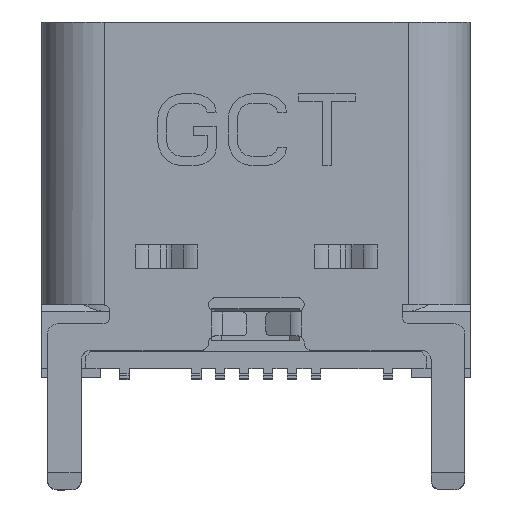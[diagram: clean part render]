
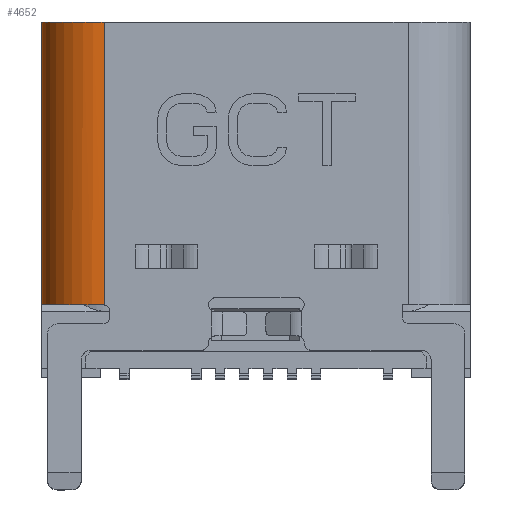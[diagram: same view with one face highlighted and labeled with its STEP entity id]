
A CAD part, top view. The second image highlights one B-rep face of the part: STEP entity #4652.
In plain terms, the highlighted cylindrical face has radius 1.3 mm (diameter 2.6 mm), a partial arc.
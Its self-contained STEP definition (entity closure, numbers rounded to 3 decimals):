
#4652=ADVANCED_FACE('NONE',(#7562),#7563,.T.);
#7562=FACE_OUTER_BOUND('',#15535,.T.);
#7563=CYLINDRICAL_SURFACE('',#15536,1.3);
#15535=EDGE_LOOP('',(#19904,#19905,#19906,#19907,#19908));
#15536=AXIS2_PLACEMENT_3D('',#19909,#19910,#19911);
#19904=ORIENTED_EDGE('',*,*,#27246,.T.);
#19905=ORIENTED_EDGE('',*,*,#27247,.F.);
#19906=ORIENTED_EDGE('',*,*,#27248,.T.);
#19907=ORIENTED_EDGE('',*,*,#27123,.T.);
#19908=ORIENTED_EDGE('',*,*,#27127,.T.);
#19909=CARTESIAN_POINT('',(-3.17,7.46,-1.03));
#19910=DIRECTION('',(0.,-1.,0.));
#19911=DIRECTION('',(0.,0.,-1.));
#27123=EDGE_CURVE('NONE',#35400,#35398,#35401,.T.);
#27127=EDGE_CURVE('NONE',#35398,#35405,#35407,.T.);
#27246=EDGE_CURVE('NONE',#35405,#35613,#35615,.T.);
#27247=EDGE_CURVE('NONE',#35616,#35613,#35617,.T.);
#27248=EDGE_CURVE('NONE',#35616,#35400,#35618,.T.);
#35398=VERTEX_POINT('NONE',#39939);
#35400=VERTEX_POINT('NONE',#39942);
#35401=LINE('',#39943,#39944);
#35405=VERTEX_POINT('NONE',#39949);
#35407=CIRCLE('',#39952,1.3);
#35613=VERTEX_POINT('NONE',#40394);
#35615=B_SPLINE_CURVE_WITH_KNOTS('',3,(#40396,#40397,#40398,#40399),.UNSPECIFIED.,.F.,.F.,(4,4),(0.0,0.),.UNSPECIFIED.);
#35616=VERTEX_POINT('NONE',#40400);
#35617=LINE('',#40401,#40402);
#35618=CIRCLE('',#40403,1.3);
#39939=CARTESIAN_POINT('',(-4.47,1.56,-1.03));
#39942=CARTESIAN_POINT('',(-4.47,7.46,-1.03));
#39943=CARTESIAN_POINT('',(-4.47,7.46,-1.03));
#39944=VECTOR('',#42632,1000.0);
#39949=CARTESIAN_POINT('',(-3.2,1.56,0.27));
#39952=AXIS2_PLACEMENT_3D('',#42638,#42639,#42640);
#40394=CARTESIAN_POINT('',(-3.17,1.557,0.27));
#40396=CARTESIAN_POINT('',(-3.2,1.56,0.27));
#40397=CARTESIAN_POINT('',(-3.19,1.56,0.27));
#40398=CARTESIAN_POINT('',(-3.18,1.559,0.27));
#40399=CARTESIAN_POINT('',(-3.17,1.557,0.27));
#40400=CARTESIAN_POINT('',(-3.17,7.46,0.27));
#40401=CARTESIAN_POINT('',(-3.17,7.46,0.27));
#40402=VECTOR('',#42793,1000.0);
#40403=AXIS2_PLACEMENT_3D('',#42794,#42795,#42796);
#42632=DIRECTION('',(0.,-1.,0.));
#42638=CARTESIAN_POINT('',(-3.17,1.56,-1.03));
#42639=DIRECTION('',(0.,1.,0.));
#42640=DIRECTION('',(0.,0.,-1.));
#42793=DIRECTION('',(0.,-1.,0.));
#42794=CARTESIAN_POINT('',(-3.17,7.46,-1.03));
#42795=DIRECTION('',(0.,-1.,0.));
#42796=DIRECTION('',(0.,0.,-1.));
